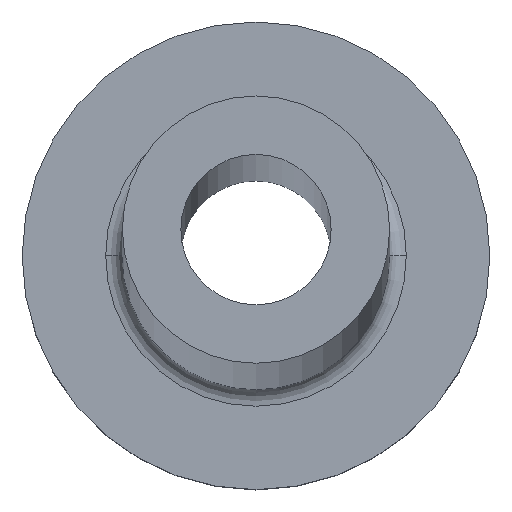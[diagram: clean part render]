
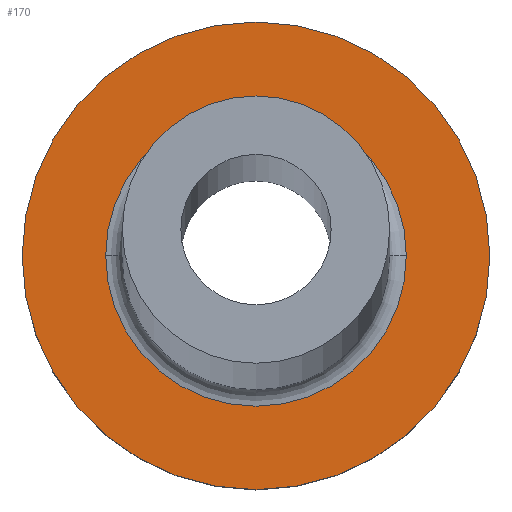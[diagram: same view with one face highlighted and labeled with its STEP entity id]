
A CAD part, top view. The second image highlights one B-rep face of the part: STEP entity #170.
In plain terms, the highlighted planar face has unit normal (0, 0, 1).
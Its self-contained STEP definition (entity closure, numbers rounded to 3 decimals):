
#12 = CIRCLE ( 'NONE', #247, 7. ) ;
#15 = CARTESIAN_POINT ( 'NONE',  ( 0., 0., 5. ) ) ;
#16 = EDGE_LOOP ( 'NONE', ( #116, #295 ) ) ;
#17 = PLANE ( 'NONE',  #216 ) ;
#40 = EDGE_CURVE ( 'NONE', #85, #263, #212, .T. ) ;
#41 = FACE_BOUND ( 'NONE', #16, .T. ) ;
#44 = FACE_OUTER_BOUND ( 'NONE', #297, .T. ) ;
#61 = ORIENTED_EDGE ( 'NONE', *, *, #40, .T. ) ;
#62 = AXIS2_PLACEMENT_3D ( 'NONE', #98, #328, #154 ) ;
#78 = CARTESIAN_POINT ( 'NONE',  ( 0., 0., 5. ) ) ;
#81 = DIRECTION ( 'NONE',  ( 1., 0., 0. ) ) ;
#85 = VERTEX_POINT ( 'NONE', #121 ) ;
#98 = CARTESIAN_POINT ( 'NONE',  ( 0., 0., 5. ) ) ;
#104 = CARTESIAN_POINT ( 'NONE',  ( 0., 0., 5. ) ) ;
#109 = DIRECTION ( 'NONE',  ( 0., 0., 1. ) ) ;
#116 = ORIENTED_EDGE ( 'NONE', *, *, #185, .T. ) ;
#121 = CARTESIAN_POINT ( 'NONE',  ( 7., 0., 5. ) ) ;
#131 = CARTESIAN_POINT ( 'NONE',  ( -7., 0., 5. ) ) ;
#154 = DIRECTION ( 'NONE',  ( 1., 0., 0. ) ) ;
#170 = ADVANCED_FACE ( 'NONE', ( #41, #44 ), #17, .T. ) ;
#174 = AXIS2_PLACEMENT_3D ( 'NONE', #78, #369, #81 ) ;
#185 = EDGE_CURVE ( 'NONE', #256, #322, #283, .T. ) ;
#197 = CARTESIAN_POINT ( 'NONE',  ( 4.5, 0., 5. ) ) ;
#212 = CIRCLE ( 'NONE', #62, 7. ) ;
#216 = AXIS2_PLACEMENT_3D ( 'NONE', #104, #250, #308 ) ;
#226 = DIRECTION ( 'NONE',  ( 1., 0., 0. ) ) ;
#231 = ORIENTED_EDGE ( 'NONE', *, *, #331, .T. ) ;
#232 = DIRECTION ( 'NONE',  ( 1., 0., 0. ) ) ;
#233 = EDGE_CURVE ( 'NONE', #322, #256, #251, .T. ) ;
#247 = AXIS2_PLACEMENT_3D ( 'NONE', #296, #109, #232 ) ;
#250 = DIRECTION ( 'NONE',  ( 0., 0., 1. ) ) ;
#251 = CIRCLE ( 'NONE', #174, 4.5 ) ;
#255 = CARTESIAN_POINT ( 'NONE',  ( -4.5, 0., 5. ) ) ;
#256 = VERTEX_POINT ( 'NONE', #197 ) ;
#263 = VERTEX_POINT ( 'NONE', #131 ) ;
#283 = CIRCLE ( 'NONE', #299, 4.5 ) ;
#284 = DIRECTION ( 'NONE',  ( 0., 0., -1. ) ) ;
#295 = ORIENTED_EDGE ( 'NONE', *, *, #233, .T. ) ;
#296 = CARTESIAN_POINT ( 'NONE',  ( 0., 0., 5. ) ) ;
#297 = EDGE_LOOP ( 'NONE', ( #231, #61 ) ) ;
#299 = AXIS2_PLACEMENT_3D ( 'NONE', #15, #284, #226 ) ;
#308 = DIRECTION ( 'NONE',  ( 1., 0., 0. ) ) ;
#322 = VERTEX_POINT ( 'NONE', #255 ) ;
#328 = DIRECTION ( 'NONE',  ( 0., 0., 1. ) ) ;
#331 = EDGE_CURVE ( 'NONE', #263, #85, #12, .T. ) ;
#369 = DIRECTION ( 'NONE',  ( 0., 0., -1. ) ) ;
